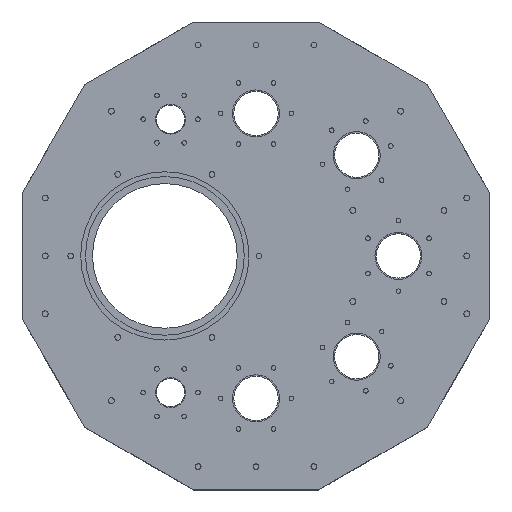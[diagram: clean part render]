
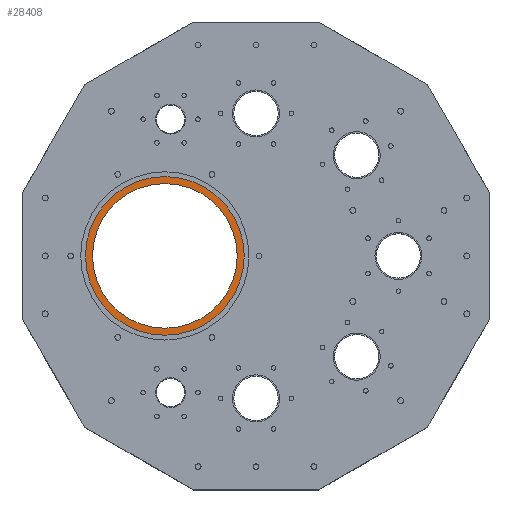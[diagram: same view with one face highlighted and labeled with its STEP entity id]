
A CAD part, top view. The second image highlights one B-rep face of the part: STEP entity #28408.
In plain terms, the highlighted planar face has unit normal (0, 0, 1).
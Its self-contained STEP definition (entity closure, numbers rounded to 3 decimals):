
#22534 = CYLINDRICAL_SURFACE('',#22535,69.647);
#22535 = AXIS2_PLACEMENT_3D('',#22536,#22537,#22538);
#22536 = CARTESIAN_POINT('',(-80.,0.,0.)
  );
#22537 = DIRECTION('',(0.,0.,1.));
#22538 = DIRECTION('',(1.,0.,0.));
#24629 = VERTEX_POINT('',#24630);
#24630 = CARTESIAN_POINT('',(-10.353,0.,
    0.));
#24653 = EDGE_CURVE('',#24629,#24629,#24654,.T.);
#24654 = SURFACE_CURVE('',#24655,(#24660,#24667),.PCURVE_S1.);
#24655 = CIRCLE('',#24656,69.647);
#24656 = AXIS2_PLACEMENT_3D('',#24657,#24658,#24659);
#24657 = CARTESIAN_POINT('',(-80.,0.,0.)
  );
#24658 = DIRECTION('',(-0.,0.,1.));
#24659 = DIRECTION('',(1.,0.,0.));
#24660 = PCURVE('',#22534,#24661);
#24661 = DEFINITIONAL_REPRESENTATION('',(#24662),#24666);
#24662 = LINE('',#24663,#24664);
#24663 = CARTESIAN_POINT('',(0.,0.));
#24664 = VECTOR('',#24665,1.);
#24665 = DIRECTION('',(1.,0.));
#24666 = ( GEOMETRIC_REPRESENTATION_CONTEXT(2) 
PARAMETRIC_REPRESENTATION_CONTEXT() REPRESENTATION_CONTEXT('2D SPACE',''
  ) );
#24667 = PCURVE('',#24668,#24673);
#24668 = PLANE('',#24669);
#24669 = AXIS2_PLACEMENT_3D('',#24670,#24671,#24672);
#24670 = CARTESIAN_POINT('',(0.,0.,
    0.));
#24671 = DIRECTION('',(0.,0.,-1.));
#24672 = DIRECTION('',(1.,0.,0.));
#24673 = DEFINITIONAL_REPRESENTATION('',(#24674),#24682);
#24674 = ( BOUNDED_CURVE() B_SPLINE_CURVE(2,(#24675,#24676,#24677,#24678
    ,#24679,#24680,#24681),.UNSPECIFIED.,.T.,.F.) 
B_SPLINE_CURVE_WITH_KNOTS((1,2,2,2,2,1),(-2.094,0.,
    2.094,4.189,6.283,8.378),
.UNSPECIFIED.) CURVE() GEOMETRIC_REPRESENTATION_ITEM() 
RATIONAL_B_SPLINE_CURVE((1.,0.5,1.,0.5,1.,0.5,1.)) REPRESENTATION_ITEM(
  '') );
#24675 = CARTESIAN_POINT('',(-10.353,0.));
#24676 = CARTESIAN_POINT('',(-10.353,-120.632));
#24677 = CARTESIAN_POINT('',(-114.823,-60.316));
#24678 = CARTESIAN_POINT('',(-219.294,0.));
#24679 = CARTESIAN_POINT('',(-114.823,60.316));
#24680 = CARTESIAN_POINT('',(-10.353,120.632));
#24681 = CARTESIAN_POINT('',(-10.353,0.));
#24682 = ( GEOMETRIC_REPRESENTATION_CONTEXT(2) 
PARAMETRIC_REPRESENTATION_CONTEXT() REPRESENTATION_CONTEXT('2D SPACE',''
  ) );
#28295 = CYLINDRICAL_SURFACE('',#28296,63.5);
#28296 = AXIS2_PLACEMENT_3D('',#28297,#28298,#28299);
#28297 = CARTESIAN_POINT('',(-80.,0.,0.));
#28298 = DIRECTION('',(0.,0.,-1.));
#28299 = DIRECTION('',(-1.,-0.,0.));
#28408 = ADVANCED_FACE('',(#28409,#28412),#24668,.F.);
#28409 = FACE_BOUND('',#28410,.F.);
#28410 = EDGE_LOOP('',(#28411));
#28411 = ORIENTED_EDGE('',*,*,#24653,.F.);
#28412 = FACE_BOUND('',#28413,.F.);
#28413 = EDGE_LOOP('',(#28414));
#28414 = ORIENTED_EDGE('',*,*,#28415,.F.);
#28415 = EDGE_CURVE('',#28416,#28416,#28418,.T.);
#28416 = VERTEX_POINT('',#28417);
#28417 = CARTESIAN_POINT('',(-143.5,0.,
    0.));
#28418 = SURFACE_CURVE('',#28419,(#28424,#28431),.PCURVE_S1.);
#28419 = CIRCLE('',#28420,63.5);
#28420 = AXIS2_PLACEMENT_3D('',#28421,#28422,#28423);
#28421 = CARTESIAN_POINT('',(-80.,0.,0.));
#28422 = DIRECTION('',(0.,0.,-1.));
#28423 = DIRECTION('',(-1.,-0.,0.));
#28424 = PCURVE('',#24668,#28425);
#28425 = DEFINITIONAL_REPRESENTATION('',(#28426),#28430);
#28426 = CIRCLE('',#28427,63.5);
#28427 = AXIS2_PLACEMENT_2D('',#28428,#28429);
#28428 = CARTESIAN_POINT('',(-80.,0.));
#28429 = DIRECTION('',(-1.,0.));
#28430 = ( GEOMETRIC_REPRESENTATION_CONTEXT(2) 
PARAMETRIC_REPRESENTATION_CONTEXT() REPRESENTATION_CONTEXT('2D SPACE',''
  ) );
#28431 = PCURVE('',#28295,#28432);
#28432 = DEFINITIONAL_REPRESENTATION('',(#28433),#28437);
#28433 = LINE('',#28434,#28435);
#28434 = CARTESIAN_POINT('',(0.,0.));
#28435 = VECTOR('',#28436,1.);
#28436 = DIRECTION('',(1.,0.));
#28437 = ( GEOMETRIC_REPRESENTATION_CONTEXT(2) 
PARAMETRIC_REPRESENTATION_CONTEXT() REPRESENTATION_CONTEXT('2D SPACE',''
  ) );
